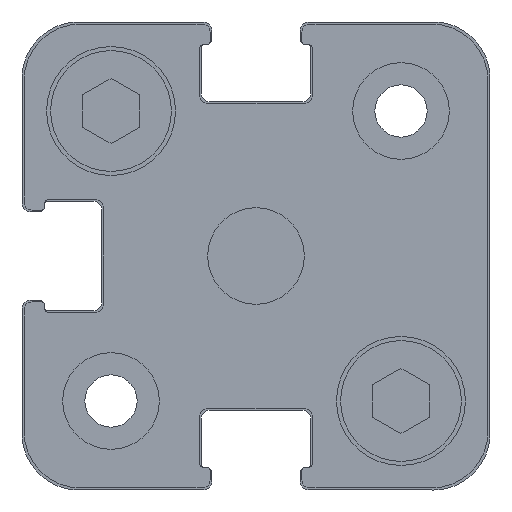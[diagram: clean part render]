
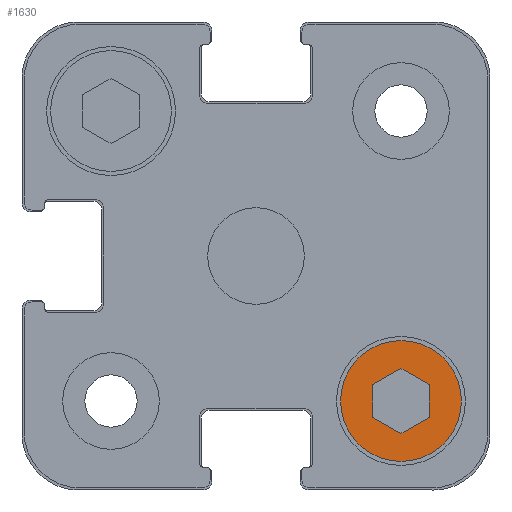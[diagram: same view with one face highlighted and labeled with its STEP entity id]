
A CAD part, front view. The second image highlights one B-rep face of the part: STEP entity #1630.
In plain terms, the highlighted planar face has unit normal (0, -1, 0).
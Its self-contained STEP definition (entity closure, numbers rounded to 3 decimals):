
#690=CARTESIAN_POINT('',(10.75,-29.,-7.99));
#691=VERTEX_POINT('',#690);
#698=CARTESIAN_POINT('',(9.,-29.,-6.979));
#699=VERTEX_POINT('',#698);
#700=CARTESIAN_POINT('',(9.0,-29.,-6.979));
#701=DIRECTION('',(0.866,0.0,-0.5));
#702=VECTOR('',#701,2.021);
#703=LINE('',#700,#702);
#704=EDGE_CURVE('',#699,#691,#703,.T.);
#728=CARTESIAN_POINT('',(10.75,-29.,-10.01));
#729=VERTEX_POINT('',#728);
#736=CARTESIAN_POINT('',(10.75,-29.,-7.99));
#737=DIRECTION('',(0.0,0.0,-1.0));
#738=VECTOR('',#737,2.021);
#739=LINE('',#736,#738);
#740=EDGE_CURVE('',#691,#729,#739,.T.);
#759=CARTESIAN_POINT('',(9.0,-29.,-11.021));
#760=VERTEX_POINT('',#759);
#767=CARTESIAN_POINT('',(10.75,-29.,-10.01));
#768=DIRECTION('',(-0.866,0.0,-0.5));
#769=VECTOR('',#768,2.021);
#770=LINE('',#767,#769);
#771=EDGE_CURVE('',#729,#760,#770,.T.);
#790=CARTESIAN_POINT('',(7.25,-29.,-10.01));
#791=VERTEX_POINT('',#790);
#798=CARTESIAN_POINT('',(9.0,-29.,-11.021));
#799=DIRECTION('',(-0.866,0.0,0.5));
#800=VECTOR('',#799,2.021);
#801=LINE('',#798,#800);
#802=EDGE_CURVE('',#760,#791,#801,.T.);
#821=CARTESIAN_POINT('',(7.25,-29.,-7.99));
#822=VERTEX_POINT('',#821);
#829=CARTESIAN_POINT('',(7.25,-29.,-10.01));
#830=DIRECTION('',(0.0,0.0,1.0));
#831=VECTOR('',#830,2.021);
#832=LINE('',#829,#831);
#833=EDGE_CURVE('',#791,#822,#832,.T.);
#851=CARTESIAN_POINT('',(7.25,-29.,-7.99));
#852=DIRECTION('',(0.866,0.0,0.5));
#853=VECTOR('',#852,2.021);
#854=LINE('',#851,#853);
#855=EDGE_CURVE('',#822,#699,#854,.T.);
#959=CARTESIAN_POINT('',(12.75,-29.,-9.));
#960=VERTEX_POINT('',#959);
#961=CARTESIAN_POINT('',(9.0,-29.,-9.0));
#962=DIRECTION('',(0.0,-1.0,0.0));
#963=DIRECTION('',(-1.0,0.0,0.0));
#964=AXIS2_PLACEMENT_3D('',#961,#962,#963);
#965=CIRCLE('',#964,3.75);
#966=EDGE_CURVE('',#960,#960,#965,.T.);
#1614=CARTESIAN_POINT('',(-0.728,-29.,0.));
#1615=DIRECTION('',(0.0,1.0,0.0));
#1616=DIRECTION('',(0.0,0.0,1.0));
#1617=AXIS2_PLACEMENT_3D('',#1614,#1615,#1616);
#1618=PLANE('',#1617);
#1619=ORIENTED_EDGE('',*,*,#966,.T.);
#1620=EDGE_LOOP('',(#1619));
#1621=FACE_OUTER_BOUND('',#1620,.T.);
#1622=ORIENTED_EDGE('',*,*,#704,.T.);
#1623=ORIENTED_EDGE('',*,*,#740,.T.);
#1624=ORIENTED_EDGE('',*,*,#771,.T.);
#1625=ORIENTED_EDGE('',*,*,#802,.T.);
#1626=ORIENTED_EDGE('',*,*,#833,.T.);
#1627=ORIENTED_EDGE('',*,*,#855,.T.);
#1628=EDGE_LOOP('',(#1622,#1623,#1624,#1625,#1626,#1627));
#1629=FACE_BOUND('',#1628,.T.);
#1630=ADVANCED_FACE('',(#1621,#1629),#1618,.F.);
